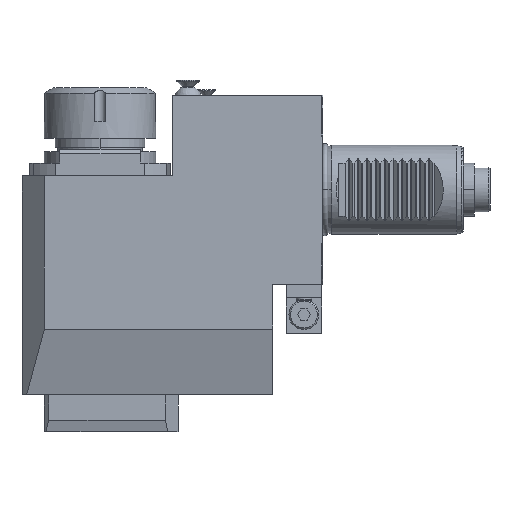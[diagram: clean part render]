
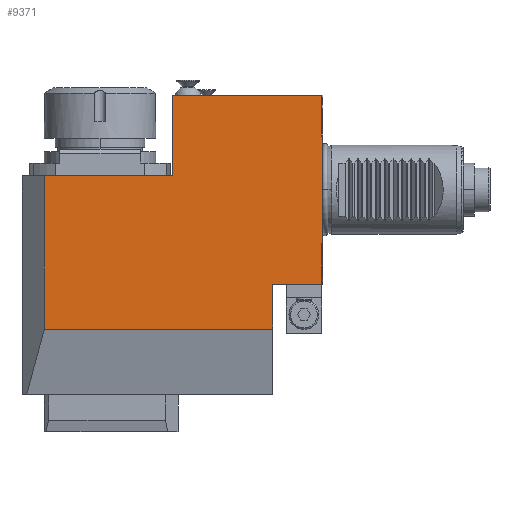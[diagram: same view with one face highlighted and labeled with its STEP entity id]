
A CAD part, front view. The second image highlights one B-rep face of the part: STEP entity #9371.
In plain terms, the highlighted planar face has unit normal (0, -1, 0).
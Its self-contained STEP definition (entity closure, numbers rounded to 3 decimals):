
#33=DIRECTION('',(0.,0.,-1.));
#34=VECTOR('',#33,48.208);
#35=CARTESIAN_POINT('',(0.,-38.,24.104));
#36=LINE('',#35,#34);
#52=DIRECTION('',(0.,0.,1.));
#53=VECTOR('',#52,68.7);
#54=CARTESIAN_POINT('',(-125.,-38.,-62.5));
#55=LINE('',#54,#53);
#56=DIRECTION('',(1.,0.,0.));
#57=VECTOR('',#56,57.5);
#58=CARTESIAN_POINT('',(-125.,-38.,6.2));
#59=LINE('',#58,#57);
#60=DIRECTION('',(0.,0.,-1.));
#61=VECTOR('',#60,36.3);
#62=CARTESIAN_POINT('',(-67.5,-38.,42.5));
#63=LINE('',#62,#61);
#64=DIRECTION('',(0.,0.,-1.));
#65=VECTOR('',#64,18.396);
#66=CARTESIAN_POINT('',(-0.5,-38.,42.5));
#67=LINE('',#66,#65);
#68=DIRECTION('',(-1.,0.,0.));
#69=VECTOR('',#68,0.5);
#70=CARTESIAN_POINT('',(0.,-38.,24.104));
#71=LINE('',#70,#69);
#72=DIRECTION('',(-1.,0.,0.));
#73=VECTOR('',#72,0.5);
#74=CARTESIAN_POINT('',(0.,-38.,-24.104));
#75=LINE('',#74,#73);
#76=DIRECTION('',(0.,0.,-1.));
#77=VECTOR('',#76,18.396);
#78=CARTESIAN_POINT('',(-0.5,-38.,-24.104));
#79=LINE('',#78,#77);
#84=DIRECTION('',(1.,0.,0.));
#85=VECTOR('',#84,102.5);
#86=CARTESIAN_POINT('',(-125.,-38.,-62.5));
#87=LINE('',#86,#85);
#172=DIRECTION('',(-1.,0.,0.));
#173=VECTOR('',#172,67.);
#174=CARTESIAN_POINT('',(-0.5,-38.,42.5));
#175=LINE('',#174,#173);
#1817=DIRECTION('',(0.,0.,1.));
#1818=VECTOR('',#1817,20.);
#1819=CARTESIAN_POINT('',(-22.5,-38.,-62.5));
#1820=LINE('',#1819,#1818);
#1837=DIRECTION('',(1.,0.,0.));
#1838=VECTOR('',#1837,22.);
#1839=CARTESIAN_POINT('',(-22.5,-38.,-42.5));
#1840=LINE('',#1839,#1838);
#7596=CARTESIAN_POINT('',(0.,-38.,24.104));
#7598=VERTEX_POINT('',#7596);
#7609=CARTESIAN_POINT('',(0.,-38.,-24.104));
#7611=VERTEX_POINT('',#7609);
#7617=CARTESIAN_POINT('',(-0.5,-38.,42.5));
#7619=VERTEX_POINT('',#7617);
#7620=CARTESIAN_POINT('',(-0.5,-38.,24.104));
#7621=VERTEX_POINT('',#7620);
#7622=CARTESIAN_POINT('',(-0.5,-38.,-24.104));
#7623=CARTESIAN_POINT('',(-0.5,-38.,-42.5));
#7624=VERTEX_POINT('',#7622);
#7625=VERTEX_POINT('',#7623);
#7988=CARTESIAN_POINT('',(-22.5,-38.,-62.5));
#7990=VERTEX_POINT('',#7988);
#7996=CARTESIAN_POINT('',(-22.5,-38.,-42.5));
#7998=VERTEX_POINT('',#7996);
#8686=CARTESIAN_POINT('',(-67.5,-38.,42.5));
#8687=CARTESIAN_POINT('',(-67.5,-38.,6.2));
#8688=VERTEX_POINT('',#8686);
#8689=VERTEX_POINT('',#8687);
#8698=CARTESIAN_POINT('',(-125.,-38.,6.2));
#8699=VERTEX_POINT('',#8698);
#8707=CARTESIAN_POINT('',(-125.,-38.,-62.5));
#8709=VERTEX_POINT('',#8707);
#9342=CARTESIAN_POINT('',(-26.5,-38.,42.5));
#9343=DIRECTION('',(0.,-1.,0.));
#9344=DIRECTION('',(0.,0.,-1.));
#9345=AXIS2_PLACEMENT_3D('',#9342,#9343,#9344);
#9346=PLANE('',#9345);
#9348=ORIENTED_EDGE('',*,*,#9347,.F.);
#9350=ORIENTED_EDGE('',*,*,#9349,.T.);
#9352=ORIENTED_EDGE('',*,*,#9351,.T.);
#9354=ORIENTED_EDGE('',*,*,#9353,.F.);
#9356=ORIENTED_EDGE('',*,*,#9355,.F.);
#9358=ORIENTED_EDGE('',*,*,#9357,.T.);
#9359=ORIENTED_EDGE('',*,*,#9333,.F.);
#9360=ORIENTED_EDGE('',*,*,#9316,.T.);
#9362=ORIENTED_EDGE('',*,*,#9361,.T.);
#9364=ORIENTED_EDGE('',*,*,#9363,.T.);
#9366=ORIENTED_EDGE('',*,*,#9365,.F.);
#9368=ORIENTED_EDGE('',*,*,#9367,.F.);
#9369=EDGE_LOOP('',(#9348,#9350,#9352,#9354,#9356,#9358,#9359,#9360,#9362,#9364,
#9366,#9368));
#9370=FACE_OUTER_BOUND('',#9369,.F.);
#9371=ADVANCED_FACE('',(#9370),#9346,.T.);
#9316=EDGE_CURVE('',#7598,#7611,#36,.T.);
#9333=EDGE_CURVE('',#7598,#7621,#71,.T.);
#9347=EDGE_CURVE('',#8709,#7990,#87,.T.);
#9349=EDGE_CURVE('',#8709,#8699,#55,.T.);
#9351=EDGE_CURVE('',#8699,#8689,#59,.T.);
#9353=EDGE_CURVE('',#8688,#8689,#63,.T.);
#9355=EDGE_CURVE('',#7619,#8688,#175,.T.);
#9357=EDGE_CURVE('',#7619,#7621,#67,.T.);
#9361=EDGE_CURVE('',#7611,#7624,#75,.T.);
#9363=EDGE_CURVE('',#7624,#7625,#79,.T.);
#9365=EDGE_CURVE('',#7998,#7625,#1840,.T.);
#9367=EDGE_CURVE('',#7990,#7998,#1820,.T.);
